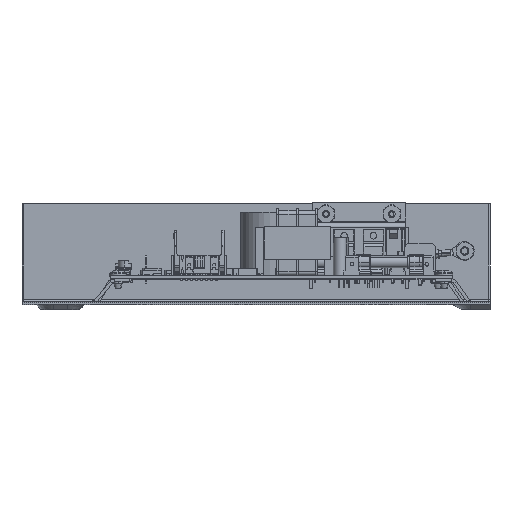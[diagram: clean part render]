
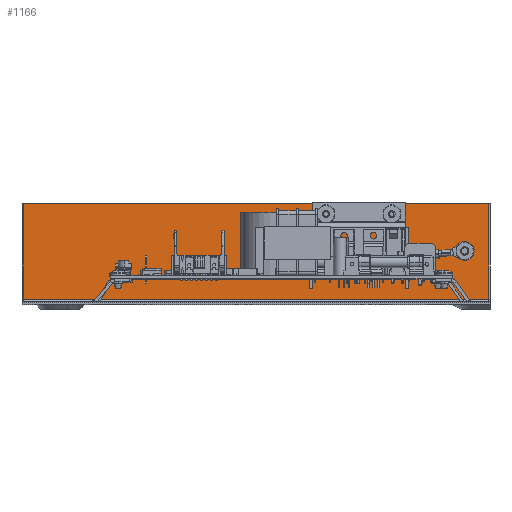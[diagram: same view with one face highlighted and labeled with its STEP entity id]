
A CAD part, top view. The second image highlights one B-rep face of the part: STEP entity #1166.
In plain terms, the highlighted planar face has unit normal (0, 0, 1).
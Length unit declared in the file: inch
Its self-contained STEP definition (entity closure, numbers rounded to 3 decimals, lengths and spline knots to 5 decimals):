
#62 = EDGE_LOOP ( 'NONE', ( #17108, #93397, #74133, #106403 ) ) ;
#563 = CARTESIAN_POINT ( 'NONE',  ( 8.75, 1.1475, -4.94 ) ) ;
#1047 = CARTESIAN_POINT ( 'NONE',  ( 9.23, 0.105, -4.94 ) ) ;
#1166 = ADVANCED_FACE ( 'NONE', ( #84385, #111592, #114814, #57076 ), #126238, .T. ) ;
#5253 = CARTESIAN_POINT ( 'NONE',  ( 8.75, 1.06, -4.94 ) ) ;
#5312 = EDGE_CURVE ( 'NONE', #127900, #73519, #99259, .T. ) ;
#6415 = CARTESIAN_POINT ( 'NONE',  ( 0.02, 2., -4.94 ) ) ;
#6869 = CARTESIAN_POINT ( 'NONE',  ( 0.02, 0.105, -4.94 ) ) ;
#9470 = EDGE_CURVE ( 'NONE', #85731, #47206, #58270, .T. ) ;
#9795 = CARTESIAN_POINT ( 'NONE',  ( 7.307, 1.79, -4.94 ) ) ;
#11922 = CARTESIAN_POINT ( 'NONE',  ( 7.307, 1.695, -4.94 ) ) ;
#13600 = DIRECTION ( 'NONE',  ( 0., 0., 1. ) ) ;
#14276 = CARTESIAN_POINT ( 'NONE',  ( 8.75, 1.06, -4.94 ) ) ;
#15503 = DIRECTION ( 'NONE',  ( 0., -1., 0. ) ) ;
#17108 = ORIENTED_EDGE ( 'NONE', *, *, #27415, .F. ) ;
#20049 = DIRECTION ( 'NONE',  ( 0., -1., 0. ) ) ;
#21206 = CARTESIAN_POINT ( 'NONE',  ( 6.007, 1.885, -4.94 ) ) ;
#22895 = EDGE_LOOP ( 'NONE', ( #123691, #57778 ) ) ;
#23621 = VERTEX_POINT ( 'NONE', #72576 ) ;
#24563 = DIRECTION ( 'NONE',  ( 0., -1., 0. ) ) ;
#27415 = EDGE_CURVE ( 'NONE', #52107, #47206, #46445, .T. ) ;
#29608 = CARTESIAN_POINT ( 'NONE',  ( 6.007, 1.79, -4.94 ) ) ;
#29647 = AXIS2_PLACEMENT_3D ( 'NONE', #74952, #13600, #85267 ) ;
#35202 = CIRCLE ( 'NONE', #111519, 0.095 ) ;
#37103 = EDGE_LOOP ( 'NONE', ( #54323, #108420 ) ) ;
#38638 = DIRECTION ( 'NONE',  ( 0., 0., 1. ) ) ;
#39934 = DIRECTION ( 'NONE',  ( 0., -1., 0. ) ) ;
#41411 = CIRCLE ( 'NONE', #124512, 0.0875 ) ;
#41876 = ORIENTED_EDGE ( 'NONE', *, *, #87184, .F. ) ;
#42622 = CARTESIAN_POINT ( 'NONE',  ( 9.25, 0.105, -4.94 ) ) ;
#43210 = VECTOR ( 'NONE', #129324, 39.37008 ) ;
#46445 = LINE ( 'NONE', #88567, #43210 ) ;
#46552 = DIRECTION ( 'NONE',  ( 0., 1., 0. ) ) ;
#47206 = VERTEX_POINT ( 'NONE', #79498 ) ;
#47700 = VERTEX_POINT ( 'NONE', #563 ) ;
#49534 = CIRCLE ( 'NONE', #95972, 0.0875 ) ;
#50055 = VECTOR ( 'NONE', #52479, 39.37008 ) ;
#51622 = VERTEX_POINT ( 'NONE', #70094 ) ;
#52107 = VERTEX_POINT ( 'NONE', #6415 ) ;
#52479 = DIRECTION ( 'NONE',  ( -1., 0., 0. ) ) ;
#54323 = ORIENTED_EDGE ( 'NONE', *, *, #111827, .F. ) ;
#54952 = DIRECTION ( 'NONE',  ( 0., -1., 0. ) ) ;
#55369 = VECTOR ( 'NONE', #96987, 39.37008 ) ;
#55767 = CARTESIAN_POINT ( 'NONE',  ( 0.02, 0.105, -4.94 ) ) ;
#56854 = CARTESIAN_POINT ( 'NONE',  ( 7.307, 1.885, -4.94 ) ) ;
#57076 = FACE_OUTER_BOUND ( 'NONE', #62, .T. ) ;
#57778 = ORIENTED_EDGE ( 'NONE', *, *, #5312, .F. ) ;
#58270 = LINE ( 'NONE', #107473, #109565 ) ;
#59530 = EDGE_CURVE ( 'NONE', #73519, #127900, #120598, .T. ) ;
#70094 = CARTESIAN_POINT ( 'NONE',  ( 8.75, 0.9725, -4.94 ) ) ;
#72576 = CARTESIAN_POINT ( 'NONE',  ( 6.007, 1.695, -4.94 ) ) ;
#73519 = VERTEX_POINT ( 'NONE', #56854 ) ;
#74133 = ORIENTED_EDGE ( 'NONE', *, *, #74743, .F. ) ;
#74743 = EDGE_CURVE ( 'NONE', #85731, #132740, #104540, .T. ) ;
#74952 = CARTESIAN_POINT ( 'NONE',  ( 6.007, 1.79, -4.94 ) ) ;
#75373 = AXIS2_PLACEMENT_3D ( 'NONE', #9795, #81395, #20049 ) ;
#76824 = DIRECTION ( 'NONE',  ( 0., 0., 1. ) ) ;
#79498 = CARTESIAN_POINT ( 'NONE',  ( 9.23, 2., -4.94 ) ) ;
#81395 = DIRECTION ( 'NONE',  ( 0., 0., 1. ) ) ;
#82697 = LINE ( 'NONE', #55767, #55369 ) ;
#84364 = AXIS2_PLACEMENT_3D ( 'NONE', #106049, #116348, #54952 ) ;
#84385 = FACE_BOUND ( 'NONE', #86027, .T. ) ;
#85267 = DIRECTION ( 'NONE',  ( 0., -1., 0. ) ) ;
#85731 = VERTEX_POINT ( 'NONE', #1047 ) ;
#85952 = DIRECTION ( 'NONE',  ( 0., 0., 1. ) ) ;
#86027 = EDGE_LOOP ( 'NONE', ( #41876, #120427 ) ) ;
#86832 = AXIS2_PLACEMENT_3D ( 'NONE', #99988, #38638, #110318 ) ;
#87184 = EDGE_CURVE ( 'NONE', #47700, #51622, #49534, .T. ) ;
#88567 = CARTESIAN_POINT ( 'NONE',  ( 9.25, 2., -4.94 ) ) ;
#93397 = ORIENTED_EDGE ( 'NONE', *, *, #117695, .T. ) ;
#95972 = AXIS2_PLACEMENT_3D ( 'NONE', #14276, #85952, #24563 ) ;
#96987 = DIRECTION ( 'NONE',  ( 0., -1., 0. ) ) ;
#97271 = EDGE_CURVE ( 'NONE', #23621, #106360, #35202, .T. ) ;
#98223 = EDGE_CURVE ( 'NONE', #51622, #47700, #41411, .T. ) ;
#99259 = CIRCLE ( 'NONE', #75373, 0.095 ) ;
#99988 = CARTESIAN_POINT ( 'NONE',  ( 7.307, 1.79, -4.94 ) ) ;
#101291 = DIRECTION ( 'NONE',  ( 0., 0., 1. ) ) ;
#104540 = LINE ( 'NONE', #42622, #50055 ) ;
#106049 = CARTESIAN_POINT ( 'NONE',  ( 9.25, 2., -4.94 ) ) ;
#106360 = VERTEX_POINT ( 'NONE', #21206 ) ;
#106403 = ORIENTED_EDGE ( 'NONE', *, *, #9470, .T. ) ;
#107473 = CARTESIAN_POINT ( 'NONE',  ( 9.23, 2., -4.94 ) ) ;
#108420 = ORIENTED_EDGE ( 'NONE', *, *, #97271, .F. ) ;
#109565 = VECTOR ( 'NONE', #46552, 39.37008 ) ;
#110318 = DIRECTION ( 'NONE',  ( 0., -1., 0. ) ) ;
#111519 = AXIS2_PLACEMENT_3D ( 'NONE', #29608, #101291, #39934 ) ;
#111592 = FACE_BOUND ( 'NONE', #37103, .T. ) ;
#111827 = EDGE_CURVE ( 'NONE', #106360, #23621, #123209, .T. ) ;
#114814 = FACE_BOUND ( 'NONE', #22895, .T. ) ;
#116348 = DIRECTION ( 'NONE',  ( 0., 0., 1. ) ) ;
#117695 = EDGE_CURVE ( 'NONE', #52107, #132740, #82697, .T. ) ;
#120427 = ORIENTED_EDGE ( 'NONE', *, *, #98223, .F. ) ;
#120598 = CIRCLE ( 'NONE', #86832, 0.095 ) ;
#123209 = CIRCLE ( 'NONE', #29647, 0.095 ) ;
#123691 = ORIENTED_EDGE ( 'NONE', *, *, #59530, .F. ) ;
#124512 = AXIS2_PLACEMENT_3D ( 'NONE', #5253, #76824, #15503 ) ;
#126238 = PLANE ( 'NONE',  #84364 ) ;
#127900 = VERTEX_POINT ( 'NONE', #11922 ) ;
#129324 = DIRECTION ( 'NONE',  ( 1., 0., 0. ) ) ;
#132740 = VERTEX_POINT ( 'NONE', #6869 ) ;
